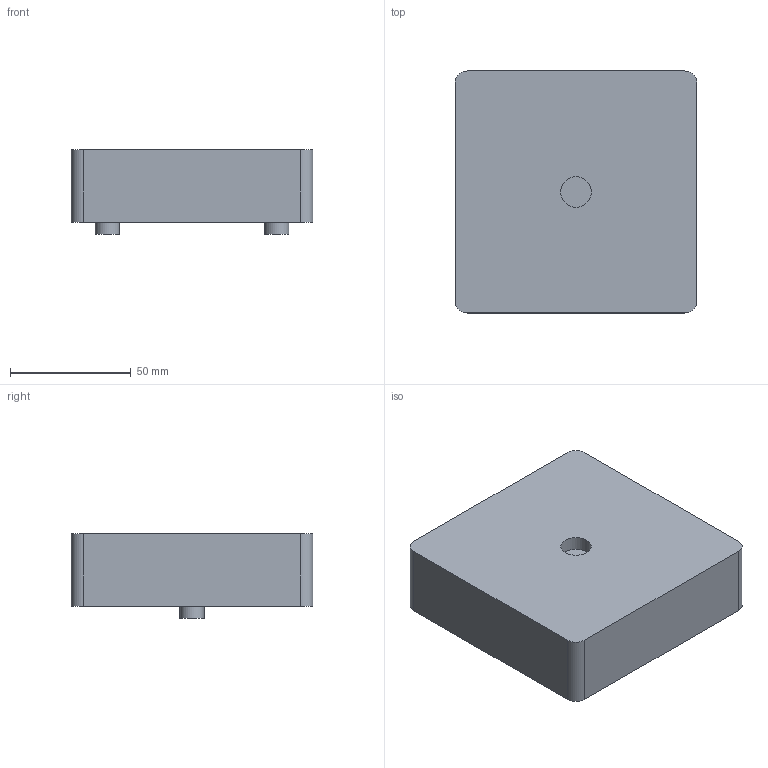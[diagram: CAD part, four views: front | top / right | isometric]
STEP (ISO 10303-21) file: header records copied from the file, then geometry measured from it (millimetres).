
FILE_DESCRIPTION(/* description */ (''),/* implementation_level */ '2;1');
FILE_NAME(/* name */ 'Lower Mold Half.step',/* time_stamp */ '2024-01-18T02:13:33-07:00',/* author */ (''),/* organization */ (''),/* preprocessor_version */ 'ST-DEVELOPER v20',/* originating_system */ 'Autodesk Translation Framework v12.14.0.127',/* authorisation */ '');
FILE_SCHEMA (('AUTOMOTIVE_DESIGN { 1 0 10303 214 3 1 1 }'));
Length unit declared in the file: millimetre
Products named in the file (1): mold_design-mold_half_lower
Bounding box: 100 x 100 x 35 mm (x, y, z)
Volume: 291283.2 mm3; surface area: 33454.7 mm2
Topology: 1 solids, 1 shells, 111 faces, 303 edges, 202 vertices
Faces by surface type: plane 62, bspline 41, cylinder 7, cone 1
Full cylindrical faces by diameter (mm): 10 x2, 12.7 x1
Entity records: 3739 total; most frequent: CARTESIAN_POINT 1144, ORIENTED_EDGE 606, DIRECTION 383, EDGE_CURVE 303, LINE 205, VECTOR 205, VERTEX_POINT 202, EDGE_LOOP 119
